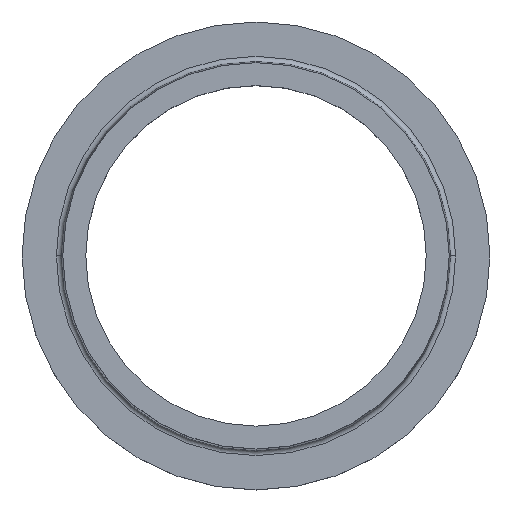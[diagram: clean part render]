
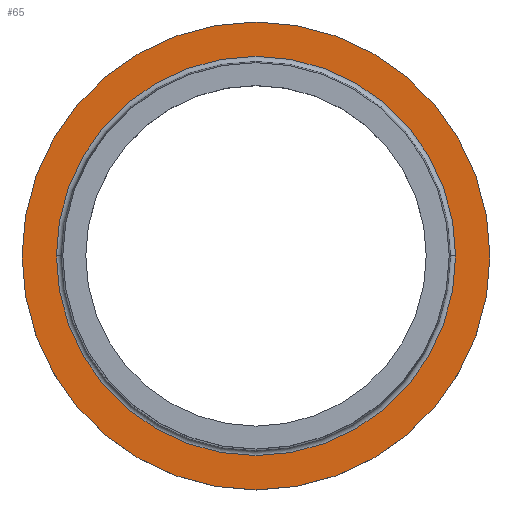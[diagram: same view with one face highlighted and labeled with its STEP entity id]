
A CAD part, top view. The second image highlights one B-rep face of the part: STEP entity #65.
In plain terms, the highlighted planar face has unit normal (0, 0, 1).
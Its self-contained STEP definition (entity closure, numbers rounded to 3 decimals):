
#2 = AXIS2_PLACEMENT_3D ( 'NONE', #450, #339, #115 ) ;
#9 = DIRECTION ( 'NONE',  ( -1., 0., 0. ) ) ;
#12 = CIRCLE ( 'NONE', #207, 232.5 ) ;
#13 = FACE_OUTER_BOUND ( 'NONE', #245, .T. ) ;
#65 = ADVANCED_FACE ( 'NONE', ( #344, #13 ), #375, .T. ) ;
#74 = AXIS2_PLACEMENT_3D ( 'NONE', #392, #315, #9 ) ;
#81 = CARTESIAN_POINT ( 'NONE',  ( 272.5, 0., 45. ) ) ;
#83 = EDGE_LOOP ( 'NONE', ( #391, #418 ) ) ;
#86 = VERTEX_POINT ( 'NONE', #475 ) ;
#103 = CIRCLE ( 'NONE', #222, 272.5 ) ;
#108 = DIRECTION ( 'NONE',  ( 0., 0., -1. ) ) ;
#115 = DIRECTION ( 'NONE',  ( 1., 0., 0. ) ) ;
#132 = DIRECTION ( 'NONE',  ( 0., 0., -1. ) ) ;
#137 = EDGE_CURVE ( 'NONE', #224, #177, #218, .T. ) ;
#146 = CARTESIAN_POINT ( 'NONE',  ( -232.5, 0., 45. ) ) ;
#150 = DIRECTION ( 'NONE',  ( -1., 0., 0. ) ) ;
#168 = DIRECTION ( 'NONE',  ( 0., 0., -1. ) ) ;
#177 = VERTEX_POINT ( 'NONE', #472 ) ;
#186 = CARTESIAN_POINT ( 'NONE',  ( 0., 0., 45. ) ) ;
#207 = AXIS2_PLACEMENT_3D ( 'NONE', #236, #168, #229 ) ;
#215 = AXIS2_PLACEMENT_3D ( 'NONE', #394, #132, #433 ) ;
#217 = EDGE_CURVE ( 'NONE', #463, #86, #403, .T. ) ;
#218 = CIRCLE ( 'NONE', #215, 272.5 ) ;
#222 = AXIS2_PLACEMENT_3D ( 'NONE', #186, #108, #150 ) ;
#224 = VERTEX_POINT ( 'NONE', #81 ) ;
#229 = DIRECTION ( 'NONE',  ( -1., 0., 0. ) ) ;
#236 = CARTESIAN_POINT ( 'NONE',  ( 0., 0., 45. ) ) ;
#245 = EDGE_LOOP ( 'NONE', ( #396, #455 ) ) ;
#313 = EDGE_CURVE ( 'NONE', #86, #463, #12, .T. ) ;
#315 = DIRECTION ( 'NONE',  ( 0., 0., -1. ) ) ;
#339 = DIRECTION ( 'NONE',  ( 0., 0., 1. ) ) ;
#344 = FACE_BOUND ( 'NONE', #83, .T. ) ;
#375 = PLANE ( 'NONE',  #2 ) ;
#391 = ORIENTED_EDGE ( 'NONE', *, *, #217, .T. ) ;
#392 = CARTESIAN_POINT ( 'NONE',  ( 0., 0., 45. ) ) ;
#394 = CARTESIAN_POINT ( 'NONE',  ( 0., 0., 45. ) ) ;
#396 = ORIENTED_EDGE ( 'NONE', *, *, #476, .F. ) ;
#403 = CIRCLE ( 'NONE', #74, 232.5 ) ;
#418 = ORIENTED_EDGE ( 'NONE', *, *, #313, .T. ) ;
#433 = DIRECTION ( 'NONE',  ( -1., 0., 0. ) ) ;
#450 = CARTESIAN_POINT ( 'NONE',  ( 0., 272.5, 45. ) ) ;
#455 = ORIENTED_EDGE ( 'NONE', *, *, #137, .F. ) ;
#463 = VERTEX_POINT ( 'NONE', #146 ) ;
#472 = CARTESIAN_POINT ( 'NONE',  ( -272.5, 0., 45. ) ) ;
#475 = CARTESIAN_POINT ( 'NONE',  ( 232.5, 0., 45. ) ) ;
#476 = EDGE_CURVE ( 'NONE', #177, #224, #103, .T. ) ;
